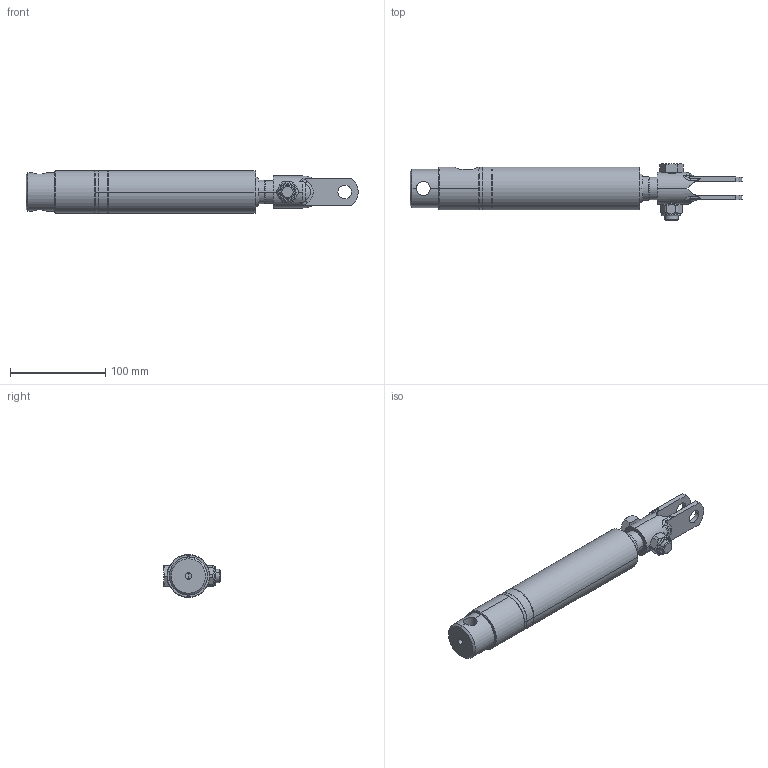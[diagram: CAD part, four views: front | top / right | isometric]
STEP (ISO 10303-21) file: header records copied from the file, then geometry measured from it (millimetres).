
FILE_DESCRIPTION (( 'STEP AP203' ), '1' );
FILE_NAME ('VF25.STEP', '2014-09-30T12:17:15', ( '' ), ( '' ), 'SwSTEP 2.0', 'SolidWorks 2013', '' );
FILE_SCHEMA (( 'CONFIG_CONTROL_DESIGN' ));
Length unit declared in the file: millimetre
Products named in the file (1): VF25
Bounding box: 347.94 x 59 x 45 mm (x, y, z)
Surface area: 74252 mm2 (no closed solid volume)
Topology: 0 solids, 9 shells, 178 faces, 477 edges, 300 vertices
Faces by surface type: cylinder 73, plane 41, cone 38, bspline 16, torus 10
Entity records: 7802 total; most frequent: CARTESIAN_POINT 3489, ORIENTED_EDGE 890, DIRECTION 855, EDGE_CURVE 477, AXIS2_PLACEMENT_3D 344, VERTEX_POINT 300, EDGE_LOOP 195, CIRCLE 181
